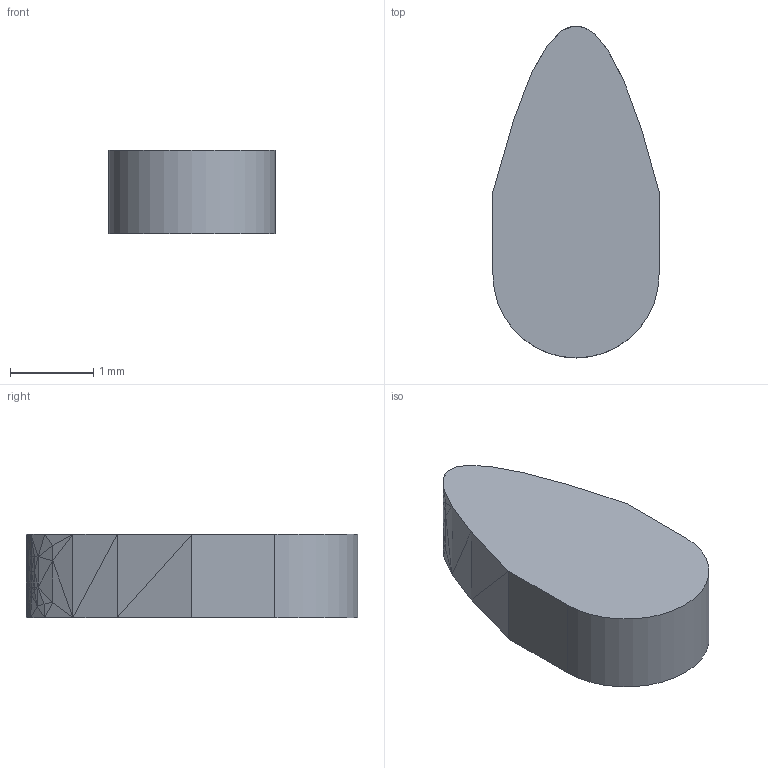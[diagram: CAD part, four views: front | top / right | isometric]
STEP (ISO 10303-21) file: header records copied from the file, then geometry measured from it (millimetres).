
FILE_DESCRIPTION(('Open CASCADE Model'),'2;1');
FILE_NAME('Open CASCADE Shape Model','2024-06-04T21:42:52',('Author'),( 'Open CASCADE'),'Open CASCADE STEP processor 7.7','Open CASCADE 7.7' ,'Unknown');
FILE_SCHEMA(('AUTOMOTIVE_DESIGN { 1 0 10303 214 1 1 1 1 }'));
Length unit declared in the file: millimetre
Products named in the file (1): Open CASCADE STEP translator 7.7 2
Bounding box: 2 x 4 x 1 mm (x, y, z)
Volume: 6.2 mm3; surface area: 22.2 mm2
Topology: 1 solids, 1 shells, 247 faces, 383 edges, 138 vertices
Faces by surface type: plane 246, cylinder 1
Entity records: 9814 total; most frequent: CARTESIAN_POINT 1662, DIRECTION 1525, LINE 1024, VECTOR 1024, ORIENTED_EDGE 766, PCURVE 766, DEFINITIONAL_REPRESENTATION 766, EDGE_CURVE 383
